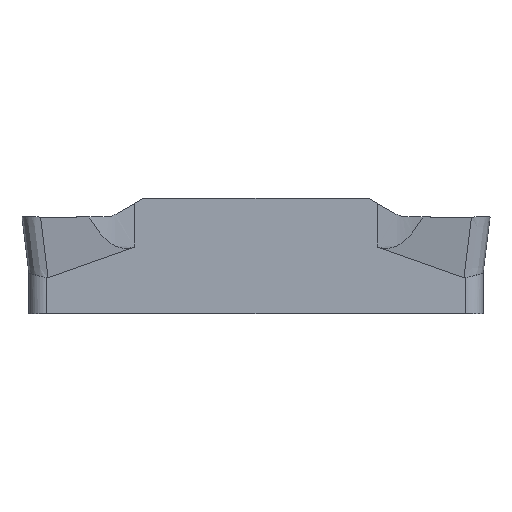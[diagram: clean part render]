
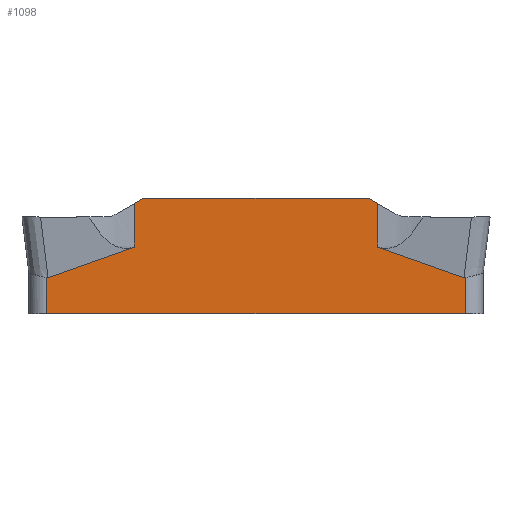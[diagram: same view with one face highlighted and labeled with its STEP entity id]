
A CAD part, left-side view. The second image highlights one B-rep face of the part: STEP entity #1098.
In plain terms, the highlighted planar face has unit normal (-1, 0, 0).
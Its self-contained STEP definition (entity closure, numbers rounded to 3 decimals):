
#116=DIRECTION('',(0.,1.,0.));
#117=VECTOR('',#116,18.8);
#118=CARTESIAN_POINT('',(-1.15,1.1,-4.35));
#119=LINE('',#118,#117);
#123=CARTESIAN_POINT('',(-1.15,19.9,-2.723));
#124=CARTESIAN_POINT('',(-1.15,19.892,-2.725));
#125=CARTESIAN_POINT('',(-1.15,19.876,-2.729));
#126=CARTESIAN_POINT('',(-1.15,19.852,-2.729));
#127=CARTESIAN_POINT('',(-1.15,19.838,-2.725));
#128=CARTESIAN_POINT('',(-1.15,19.831,-2.723));
#133=DIRECTION('',(0.,-0.866,0.5));
#134=VECTOR('',#133,0.499);
#135=CARTESIAN_POINT('',(-1.15,15.96,0.601));
#136=LINE('',#135,#134);
#140=DIRECTION('',(0.,-1.,0.));
#141=VECTOR('',#140,10.056);
#142=CARTESIAN_POINT('',(-1.15,15.528,0.85));
#143=LINE('',#142,#141);
#147=DIRECTION('',(0.,-0.866,-0.5));
#148=VECTOR('',#147,0.499);
#149=CARTESIAN_POINT('',(-1.15,5.472,0.85));
#150=LINE('',#149,#148);
#154=DIRECTION('',(0.,-0.942,-0.335));
#155=VECTOR('',#154,4.108);
#156=CARTESIAN_POINT('',(-1.15,5.04,-1.348));
#157=LINE('',#156,#155);
#193=DIRECTION('',(0.,0.,-1.));
#194=VECTOR('',#193,1.627);
#195=CARTESIAN_POINT('',(-1.15,19.9,-2.723));
#196=LINE('',#195,#194);
#442=DIRECTION('',(0.,0.,-1.));
#443=VECTOR('',#442,1.948);
#444=CARTESIAN_POINT('',(-1.15,15.96,0.601));
#445=LINE('',#444,#443);
#475=DIRECTION('',(0.,0.942,-0.335));
#476=VECTOR('',#475,4.108);
#477=CARTESIAN_POINT('',(-1.15,15.96,-1.348));
#478=LINE('',#477,#476);
#726=DIRECTION('',(0.,0.,1.));
#727=VECTOR('',#726,1.627);
#728=CARTESIAN_POINT('',(-1.15,1.1,-4.35));
#729=LINE('',#728,#727);
#775=CARTESIAN_POINT('',(-1.15,1.1,-2.723));
#776=CARTESIAN_POINT('',(-1.15,1.108,-2.725));
#777=CARTESIAN_POINT('',(-1.15,1.124,-2.729));
#778=CARTESIAN_POINT('',(-1.15,1.148,-2.729));
#779=CARTESIAN_POINT('',(-1.15,1.162,-2.725));
#780=CARTESIAN_POINT('',(-1.15,1.169,-2.723));
#804=DIRECTION('',(0.,0.,1.));
#805=VECTOR('',#804,1.948);
#806=CARTESIAN_POINT('',(-1.15,5.04,-1.348));
#807=LINE('',#806,#805);
#865=CARTESIAN_POINT('',(-1.15,19.9,-4.35));
#866=VERTEX_POINT('',#865);
#867=CARTESIAN_POINT('',(-1.15,1.1,-4.35));
#868=VERTEX_POINT('',#867);
#891=CARTESIAN_POINT('',(-1.15,15.528,0.85));
#892=CARTESIAN_POINT('',(-1.15,5.472,0.85));
#893=VERTEX_POINT('',#891);
#894=VERTEX_POINT('',#892);
#895=CARTESIAN_POINT('',(-1.15,19.9,-2.723));
#896=VERTEX_POINT('',#895);
#897=VERTEX_POINT('',#128);
#898=CARTESIAN_POINT('',(-1.15,15.96,-1.348));
#899=VERTEX_POINT('',#898);
#900=CARTESIAN_POINT('',(-1.15,15.96,0.601));
#901=VERTEX_POINT('',#900);
#902=CARTESIAN_POINT('',(-1.15,5.04,0.601));
#903=VERTEX_POINT('',#902);
#904=CARTESIAN_POINT('',(-1.15,5.04,-1.348));
#905=VERTEX_POINT('',#904);
#906=CARTESIAN_POINT('',(-1.15,1.169,-2.723));
#907=VERTEX_POINT('',#906);
#908=VERTEX_POINT('',#775);
#1069=CARTESIAN_POINT('',(-1.15,10.5,-4.35));
#1070=DIRECTION('',(-1.,0.,0.));
#1071=DIRECTION('',(0.,-1.,0.));
#1072=AXIS2_PLACEMENT_3D('',#1069,#1070,#1071);
#1073=PLANE('',#1072);
#1074=ORIENTED_EDGE('',*,*,#976,.T.);
#1076=ORIENTED_EDGE('',*,*,#1075,.F.);
#1078=ORIENTED_EDGE('',*,*,#1077,.T.);
#1080=ORIENTED_EDGE('',*,*,#1079,.F.);
#1082=ORIENTED_EDGE('',*,*,#1081,.F.);
#1084=ORIENTED_EDGE('',*,*,#1083,.T.);
#1085=ORIENTED_EDGE('',*,*,#1047,.T.);
#1087=ORIENTED_EDGE('',*,*,#1086,.T.);
#1089=ORIENTED_EDGE('',*,*,#1088,.F.);
#1091=ORIENTED_EDGE('',*,*,#1090,.T.);
#1093=ORIENTED_EDGE('',*,*,#1092,.F.);
#1095=ORIENTED_EDGE('',*,*,#1094,.F.);
#1096=EDGE_LOOP('',(#1074,#1076,#1078,#1080,#1082,#1084,#1085,#1087,#1089,#1091,
#1093,#1095));
#1097=FACE_OUTER_BOUND('',#1096,.F.);
#129=B_SPLINE_CURVE_WITH_KNOTS('',3,(#123,#124,#125,#126,#127,#128),
.UNSPECIFIED.,.F.,.F.,(4,1,1,4),(0.,0.333,0.667,1.),
.UNSPECIFIED.);
#781=B_SPLINE_CURVE_WITH_KNOTS('',3,(#775,#776,#777,#778,#779,#780),
.UNSPECIFIED.,.F.,.F.,(4,1,1,4),(0.,0.333,0.667,1.),
.UNSPECIFIED.);
#976=EDGE_CURVE('',#868,#866,#119,.T.);
#1047=EDGE_CURVE('',#893,#894,#143,.T.);
#1075=EDGE_CURVE('',#896,#866,#196,.T.);
#1077=EDGE_CURVE('',#896,#897,#129,.T.);
#1079=EDGE_CURVE('',#899,#897,#478,.T.);
#1081=EDGE_CURVE('',#901,#899,#445,.T.);
#1083=EDGE_CURVE('',#901,#893,#136,.T.);
#1086=EDGE_CURVE('',#894,#903,#150,.T.);
#1088=EDGE_CURVE('',#905,#903,#807,.T.);
#1090=EDGE_CURVE('',#905,#907,#157,.T.);
#1092=EDGE_CURVE('',#908,#907,#781,.T.);
#1094=EDGE_CURVE('',#868,#908,#729,.T.);
#1098=ADVANCED_FACE('',(#1097),#1073,.T.);
